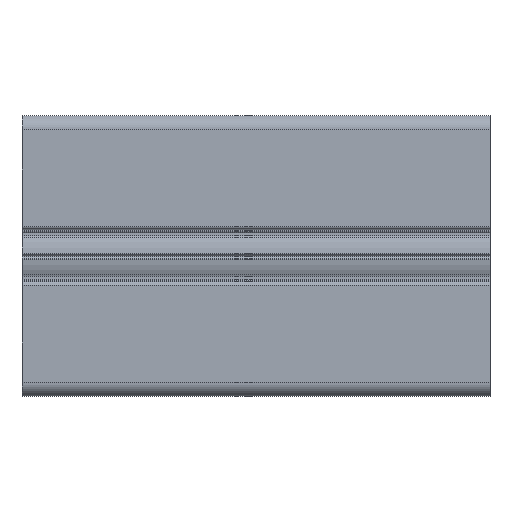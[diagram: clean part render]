
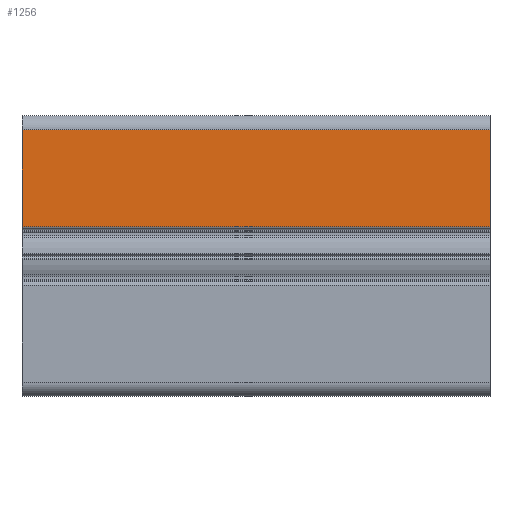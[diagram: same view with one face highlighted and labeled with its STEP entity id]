
A CAD part, front view. The second image highlights one B-rep face of the part: STEP entity #1256.
In plain terms, the highlighted planar face has unit normal (0, -1, 0).
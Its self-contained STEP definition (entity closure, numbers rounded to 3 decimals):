
#133 = EDGE_CURVE ( 'NONE', #9142, #5285, #3644, .T. ) ;
#168 = VERTEX_POINT ( 'NONE', #9013 ) ;
#471 = LINE ( 'NONE', #4767, #5865 ) ;
#825 = CARTESIAN_POINT ( 'NONE',  ( -40.816, 32.398, 6.3 ) ) ;
#1256 = ADVANCED_FACE ( 'NONE', ( #5373 ), #6150, .F. ) ;
#1379 = CARTESIAN_POINT ( 'NONE',  ( -40.816, 32.398, 27. ) ) ;
#1567 = CARTESIAN_POINT ( 'NONE',  ( 59.184, 32.398, 27. ) ) ;
#1752 = DIRECTION ( 'NONE',  ( -1., 0., 0. ) ) ;
#1993 = DIRECTION ( 'NONE',  ( 0., 1., 0. ) ) ;
#2171 = EDGE_CURVE ( 'NONE', #7650, #168, #8753, .T. ) ;
#2696 = EDGE_LOOP ( 'NONE', ( #8505, #8647, #4020, #7568 ) ) ;
#2786 = LINE ( 'NONE', #4538, #4439 ) ;
#3026 = EDGE_CURVE ( 'NONE', #168, #5285, #2786, .T. ) ;
#3644 = LINE ( 'NONE', #1379, #5833 ) ;
#4020 = ORIENTED_EDGE ( 'NONE', *, *, #2171, .F. ) ;
#4184 = DIRECTION ( 'NONE',  ( 0., 0., -1. ) ) ;
#4211 = CARTESIAN_POINT ( 'NONE',  ( 59.184, 32.398, 27. ) ) ;
#4439 = VECTOR ( 'NONE', #1752, 1000. ) ;
#4538 = CARTESIAN_POINT ( 'NONE',  ( 59.184, 32.398, 6.3 ) ) ;
#4713 = DIRECTION ( 'NONE',  ( 0., 0., 1. ) ) ;
#4767 = CARTESIAN_POINT ( 'NONE',  ( 59.184, 32.398, 27. ) ) ;
#5285 = VERTEX_POINT ( 'NONE', #825 ) ;
#5373 = FACE_OUTER_BOUND ( 'NONE', #2696, .T. ) ;
#5833 = VECTOR ( 'NONE', #4184, 1000. ) ;
#5865 = VECTOR ( 'NONE', #6960, 1000. ) ;
#6150 = PLANE ( 'NONE',  #7117 ) ;
#6582 = EDGE_CURVE ( 'NONE', #7650, #9142, #471, .T. ) ;
#6879 = VECTOR ( 'NONE', #9134, 1000. ) ;
#6960 = DIRECTION ( 'NONE',  ( -1., 0., 0. ) ) ;
#7117 = AXIS2_PLACEMENT_3D ( 'NONE', #8919, #1993, #4713 ) ;
#7568 = ORIENTED_EDGE ( 'NONE', *, *, #6582, .T. ) ;
#7650 = VERTEX_POINT ( 'NONE', #1567 ) ;
#8505 = ORIENTED_EDGE ( 'NONE', *, *, #133, .T. ) ;
#8639 = CARTESIAN_POINT ( 'NONE',  ( -40.816, 32.398, 27. ) ) ;
#8647 = ORIENTED_EDGE ( 'NONE', *, *, #3026, .F. ) ;
#8753 = LINE ( 'NONE', #4211, #6879 ) ;
#8919 = CARTESIAN_POINT ( 'NONE',  ( 59.184, 32.398, 27. ) ) ;
#9013 = CARTESIAN_POINT ( 'NONE',  ( 59.184, 32.398, 6.3 ) ) ;
#9134 = DIRECTION ( 'NONE',  ( 0., 0., -1. ) ) ;
#9142 = VERTEX_POINT ( 'NONE', #8639 ) ;
